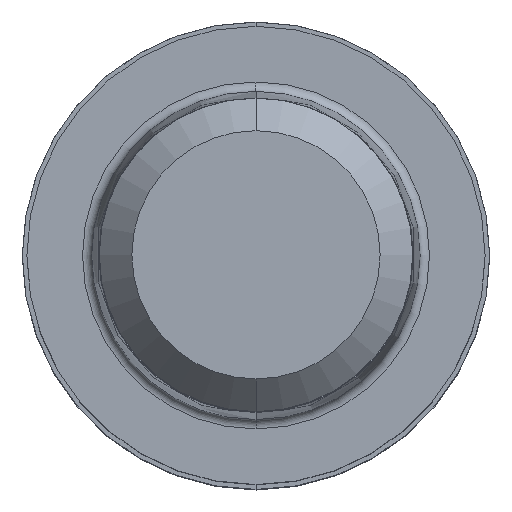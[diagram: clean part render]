
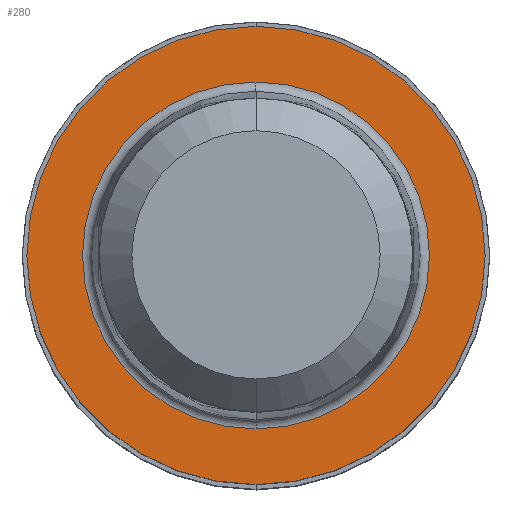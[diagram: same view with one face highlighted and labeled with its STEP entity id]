
A CAD part, top view. The second image highlights one B-rep face of the part: STEP entity #280.
In plain terms, the highlighted planar face has unit normal (0, 0, 1).
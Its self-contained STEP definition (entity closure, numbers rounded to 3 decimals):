
#186=VERTEX_POINT('',#475);
#210=EDGE_CURVE('',#428,#186,#505,.T.);
#272=EDGE_CURVE('',#372,#396,#573,.T.);
#280=ADVANCED_FACE('',(#581,#582),#583,.T.);
#372=VERTEX_POINT('',#688);
#386=EDGE_CURVE('',#396,#372,#705,.T.);
#396=VERTEX_POINT('',#718);
#398=EDGE_CURVE('',#186,#428,#720,.T.);
#428=VERTEX_POINT('',#752);
#475=CARTESIAN_POINT('',(0.0,7.42,0.01));
#505=CIRCLE('',#834,7.42);
#573=CIRCLE('',#921,9.8);
#581=FACE_OUTER_BOUND('',#931,.T.);
#582=FACE_BOUND('',#932,.T.);
#583=PLANE('',#933);
#688=CARTESIAN_POINT('',(0.,-9.8,0.01));
#705=CIRCLE('',#1093,9.8);
#718=CARTESIAN_POINT('',(0.0,9.8,0.01));
#720=CIRCLE('',#1109,7.42);
#752=CARTESIAN_POINT('',(0.,-7.42,0.01));
#834=AXIS2_PLACEMENT_3D('',#1230,#1231,#1232);
#921=AXIS2_PLACEMENT_3D('',#1315,#1316,#1317);
#931=EDGE_LOOP('',(#1325,#1326));
#932=EDGE_LOOP('',(#1327,#1328));
#933=AXIS2_PLACEMENT_3D('',#1329,#1330,#1331);
#1093=AXIS2_PLACEMENT_3D('',#1495,#1496,#1497);
#1109=AXIS2_PLACEMENT_3D('',#1518,#1519,#1520);
#1230=CARTESIAN_POINT('',(0.0,0.0,0.01));
#1231=DIRECTION('',(0.0,0.0,-1.0));
#1232=DIRECTION('',(0.0,1.0,0.0));
#1315=CARTESIAN_POINT('',(0.0,0.0,0.01));
#1316=DIRECTION('',(0.0,0.0,-1.0));
#1317=DIRECTION('',(0.0,1.0,0.0));
#1325=ORIENTED_EDGE('',*,*,#386,.F.);
#1326=ORIENTED_EDGE('',*,*,#272,.F.);
#1327=ORIENTED_EDGE('',*,*,#398,.T.);
#1328=ORIENTED_EDGE('',*,*,#210,.T.);
#1329=CARTESIAN_POINT('',(0.0,4.9,0.01));
#1330=DIRECTION('',(-0.0,0.0,1.0));
#1331=DIRECTION('',(0.0,-1.0,0.0));
#1495=CARTESIAN_POINT('',(0.0,0.0,0.01));
#1496=DIRECTION('',(0.0,0.0,-1.0));
#1497=DIRECTION('',(0.0,1.0,0.0));
#1518=CARTESIAN_POINT('',(0.0,0.0,0.01));
#1519=DIRECTION('',(0.0,0.0,-1.0));
#1520=DIRECTION('',(0.0,1.0,0.0));
